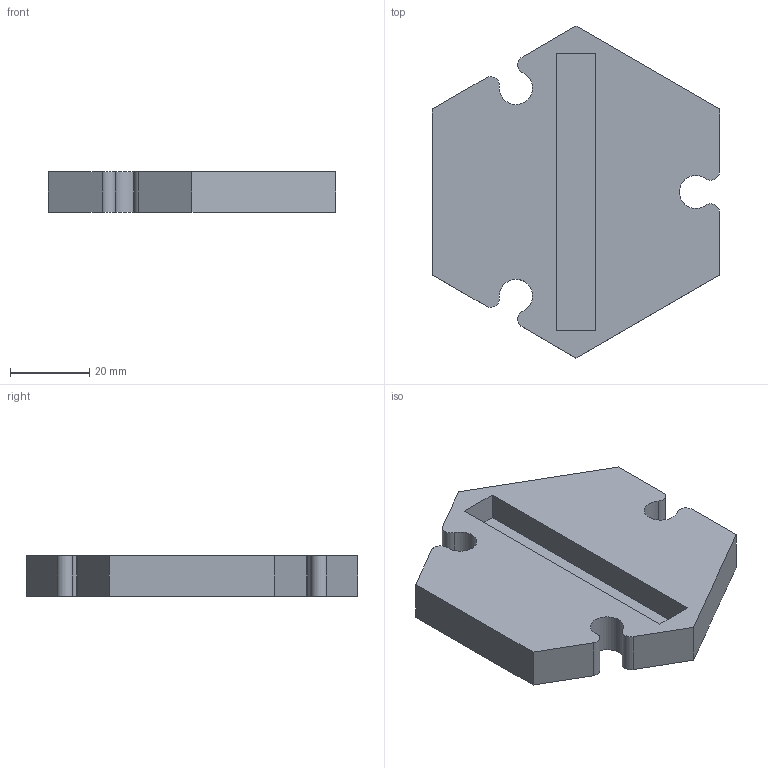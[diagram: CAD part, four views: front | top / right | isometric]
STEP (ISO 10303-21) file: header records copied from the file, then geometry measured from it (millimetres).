
FILE_DESCRIPTION(/* description */ (''),/* implementation_level */ '2;1');
FILE_NAME(/* name */ 'C-phone.step',/* time_stamp */ '2020-04-07T14:37:09+08:00',/* author */ (''),/* organization */ (''),/* preprocessor_version */ 'ST-DEVELOPER v18',/* originating_system */ 'Autodesk Translation Framework v8.12.0.6',/* authorisation */ '');
FILE_SCHEMA (('AUTOMOTIVE_DESIGN { 1 0 10303 214 3 1 1 }'));
Length unit declared in the file: millimetre
Products named in the file (1): CAM 根节点
Bounding box: 72.75 x 84 x 10.2 mm (x, y, z)
Volume: 39678.5 mm3; surface area: 12975.1 mm2
Topology: 1 solids, 1 shells, 25 faces, 66 edges, 44 vertices
Faces by surface type: plane 16, cylinder 9
Entity records: 811 total; most frequent: DIRECTION 136, CARTESIAN_POINT 136, ORIENTED_EDGE 132, EDGE_CURVE 66, LINE 48, VECTOR 48, VERTEX_POINT 44, AXIS2_PLACEMENT_3D 44
